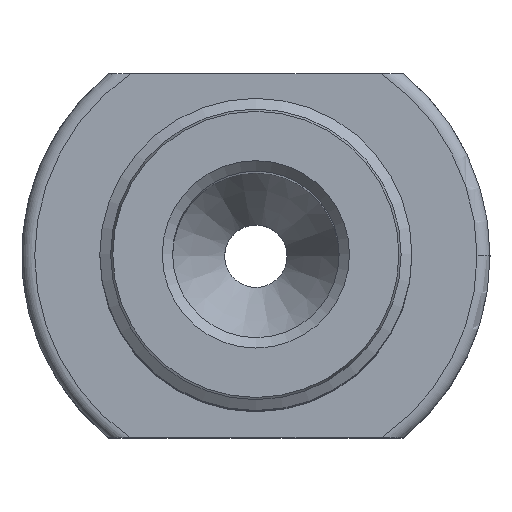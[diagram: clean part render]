
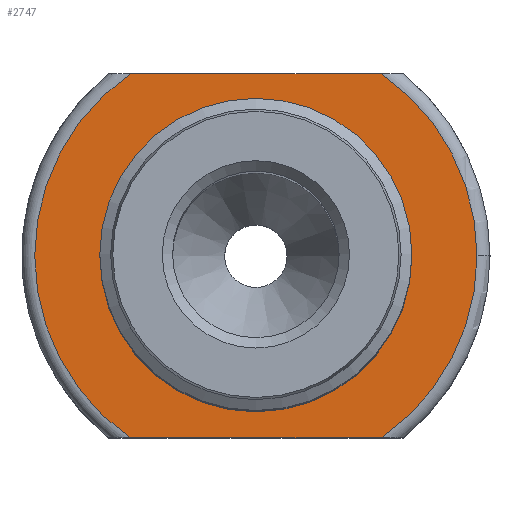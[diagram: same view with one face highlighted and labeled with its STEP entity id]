
A CAD part, top view. The second image highlights one B-rep face of the part: STEP entity #2747.
In plain terms, the highlighted face is planar.
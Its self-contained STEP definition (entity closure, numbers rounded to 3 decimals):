
#889 = PLANE('',#890);
#890 = AXIS2_PLACEMENT_3D('',#891,#892,#893);
#891 = CARTESIAN_POINT('',(6.,22.,-3.5));
#892 = DIRECTION('',(-0.,0.,-1.));
#893 = DIRECTION('',(-1.,0.,0.));
#1026 = PLANE('',#1027);
#1027 = AXIS2_PLACEMENT_3D('',#1028,#1029,#1030);
#1028 = CARTESIAN_POINT('',(-6.,22.,3.5));
#1029 = DIRECTION('',(0.,0.,1.));
#1030 = DIRECTION('',(1.,0.,0.));
#1183 = TOROIDAL_SURFACE('',#1184,4.25,0.25);
#1184 = AXIS2_PLACEMENT_3D('',#1185,#1186,#1187);
#1185 = CARTESIAN_POINT('',(0.,5.75,0.));
#1186 = DIRECTION('',(0.,1.,0.));
#1187 = DIRECTION('',(1.,0.,0.));
#1200 = VERTEX_POINT('',#1201);
#1201 = CARTESIAN_POINT('',(2.411,6.,3.5));
#1516 = EDGE_CURVE('',#1200,#1517,#1519,.T.);
#1517 = VERTEX_POINT('',#1518);
#1518 = CARTESIAN_POINT('',(-2.411,6.,3.5));
#1519 = SURFACE_CURVE('',#1520,(#1524,#1530),.PCURVE_S1.);
#1520 = LINE('',#1521,#1522);
#1521 = CARTESIAN_POINT('',(-3.,6.,3.5));
#1522 = VECTOR('',#1523,1.);
#1523 = DIRECTION('',(-1.,0.,0.));
#1524 = PCURVE('',#1026,#1525);
#1525 = DEFINITIONAL_REPRESENTATION('',(#1526),#1529);
#1526 = B_SPLINE_CURVE_WITH_KNOTS('',1,(#1527,#1528),.UNSPECIFIED.,.F.,
  .F.,(2,2),(-8.4,2.4),.PIECEWISE_BEZIER_KNOTS.);
#1527 = CARTESIAN_POINT('',(11.4,-16.));
#1528 = CARTESIAN_POINT('',(0.6,-16.));
#1529 = ( GEOMETRIC_REPRESENTATION_CONTEXT(2) 
PARAMETRIC_REPRESENTATION_CONTEXT() REPRESENTATION_CONTEXT('2D SPACE',''
  ) );
#1530 = PCURVE('',#1531,#1536);
#1531 = PLANE('',#1532);
#1532 = AXIS2_PLACEMENT_3D('',#1533,#1534,#1535);
#1533 = CARTESIAN_POINT('',(0.,6.,0.));
#1534 = DIRECTION('',(0.,-1.,0.));
#1535 = DIRECTION('',(1.,0.,0.));
#1536 = DEFINITIONAL_REPRESENTATION('',(#1537),#1540);
#1537 = B_SPLINE_CURVE_WITH_KNOTS('',1,(#1538,#1539),.UNSPECIFIED.,.F.,
  .F.,(2,2),(-8.4,2.4),.PIECEWISE_BEZIER_KNOTS.);
#1538 = CARTESIAN_POINT('',(5.4,3.5));
#1539 = CARTESIAN_POINT('',(-5.4,3.5));
#1540 = ( GEOMETRIC_REPRESENTATION_CONTEXT(2) 
PARAMETRIC_REPRESENTATION_CONTEXT() REPRESENTATION_CONTEXT('2D SPACE',''
  ) );
#1754 = TOROIDAL_SURFACE('',#1755,4.25,0.25);
#1755 = AXIS2_PLACEMENT_3D('',#1756,#1757,#1758);
#1756 = CARTESIAN_POINT('',(0.,5.75,0.));
#1757 = DIRECTION('',(0.,1.,0.));
#1758 = DIRECTION('',(-0.629,0.,0.778)
  );
#1925 = TOROIDAL_SURFACE('',#1926,4.25,0.25);
#1926 = AXIS2_PLACEMENT_3D('',#1927,#1928,#1929);
#1927 = CARTESIAN_POINT('',(0.,5.75,0.));
#1928 = DIRECTION('',(0.,1.,0.));
#1929 = DIRECTION('',(0.629,0.,-0.778
    ));
#1990 = VERTEX_POINT('',#1991);
#1991 = CARTESIAN_POINT('',(-2.411,6.,-3.5));
#2306 = EDGE_CURVE('',#1990,#2307,#2309,.T.);
#2307 = VERTEX_POINT('',#2308);
#2308 = CARTESIAN_POINT('',(2.411,6.,-3.5));
#2309 = SURFACE_CURVE('',#2310,(#2314,#2320),.PCURVE_S1.);
#2310 = LINE('',#2311,#2312);
#2311 = CARTESIAN_POINT('',(3.,6.,-3.5));
#2312 = VECTOR('',#2313,1.);
#2313 = DIRECTION('',(1.,0.,0.));
#2314 = PCURVE('',#889,#2315);
#2315 = DEFINITIONAL_REPRESENTATION('',(#2316),#2319);
#2316 = B_SPLINE_CURVE_WITH_KNOTS('',1,(#2317,#2318),.UNSPECIFIED.,.F.,
  .F.,(2,2),(-8.4,2.4),.PIECEWISE_BEZIER_KNOTS.);
#2317 = CARTESIAN_POINT('',(11.4,-16.));
#2318 = CARTESIAN_POINT('',(0.6,-16.));
#2319 = ( GEOMETRIC_REPRESENTATION_CONTEXT(2) 
PARAMETRIC_REPRESENTATION_CONTEXT() REPRESENTATION_CONTEXT('2D SPACE',''
  ) );
#2320 = PCURVE('',#1531,#2321);
#2321 = DEFINITIONAL_REPRESENTATION('',(#2322),#2325);
#2322 = B_SPLINE_CURVE_WITH_KNOTS('',1,(#2323,#2324),.UNSPECIFIED.,.F.,
  .F.,(2,2),(-8.4,2.4),.PIECEWISE_BEZIER_KNOTS.);
#2323 = CARTESIAN_POINT('',(-5.4,-3.5));
#2324 = CARTESIAN_POINT('',(5.4,-3.5));
#2325 = ( GEOMETRIC_REPRESENTATION_CONTEXT(2) 
PARAMETRIC_REPRESENTATION_CONTEXT() REPRESENTATION_CONTEXT('2D SPACE',''
  ) );
#2703 = VERTEX_POINT('',#2704);
#2704 = CARTESIAN_POINT('',(4.25,6.,0.));
#2726 = EDGE_CURVE('',#2703,#1200,#2727,.T.);
#2727 = SURFACE_CURVE('',#2728,(#2733,#2740),.PCURVE_S1.);
#2728 = CIRCLE('',#2729,4.25);
#2729 = AXIS2_PLACEMENT_3D('',#2730,#2731,#2732);
#2730 = CARTESIAN_POINT('',(0.,6.,0.));
#2731 = DIRECTION('',(0.,-1.,0.));
#2732 = DIRECTION('',(1.,0.,0.));
#2733 = PCURVE('',#1183,#2734);
#2734 = DEFINITIONAL_REPRESENTATION('',(#2735),#2739);
#2735 = LINE('',#2736,#2737);
#2736 = CARTESIAN_POINT('',(-0.,1.571));
#2737 = VECTOR('',#2738,1.);
#2738 = DIRECTION('',(-1.,0.));
#2739 = ( GEOMETRIC_REPRESENTATION_CONTEXT(2) 
PARAMETRIC_REPRESENTATION_CONTEXT() REPRESENTATION_CONTEXT('2D SPACE',''
  ) );
#2740 = PCURVE('',#1531,#2741);
#2741 = DEFINITIONAL_REPRESENTATION('',(#2742),#2746);
#2742 = CIRCLE('',#2743,4.25);
#2743 = AXIS2_PLACEMENT_2D('',#2744,#2745);
#2744 = CARTESIAN_POINT('',(0.,0.));
#2745 = DIRECTION('',(1.,-0.));
#2746 = ( GEOMETRIC_REPRESENTATION_CONTEXT(2) 
PARAMETRIC_REPRESENTATION_CONTEXT() REPRESENTATION_CONTEXT('2D SPACE',''
  ) );
#2747 = ADVANCED_FACE('',(#2748,#2797),#1531,.F.);
#2748 = FACE_BOUND('',#2749,.F.);
#2749 = EDGE_LOOP('',(#2750,#2751,#2773,#2774,#2775));
#2750 = ORIENTED_EDGE('',*,*,#2306,.T.);
#2751 = ORIENTED_EDGE('',*,*,#2752,.T.);
#2752 = EDGE_CURVE('',#2307,#2703,#2753,.T.);
#2753 = SURFACE_CURVE('',#2754,(#2759,#2766),.PCURVE_S1.);
#2754 = CIRCLE('',#2755,4.25);
#2755 = AXIS2_PLACEMENT_3D('',#2756,#2757,#2758);
#2756 = CARTESIAN_POINT('',(0.,6.,0.));
#2757 = DIRECTION('',(0.,-1.,0.));
#2758 = DIRECTION('',(0.629,0.,-0.778
    ));
#2759 = PCURVE('',#1531,#2760);
#2760 = DEFINITIONAL_REPRESENTATION('',(#2761),#2765);
#2761 = CIRCLE('',#2762,4.25);
#2762 = AXIS2_PLACEMENT_2D('',#2763,#2764);
#2763 = CARTESIAN_POINT('',(0.,0.));
#2764 = DIRECTION('',(0.629,-0.778));
#2765 = ( GEOMETRIC_REPRESENTATION_CONTEXT(2) 
PARAMETRIC_REPRESENTATION_CONTEXT() REPRESENTATION_CONTEXT('2D SPACE',''
  ) );
#2766 = PCURVE('',#1925,#2767);
#2767 = DEFINITIONAL_REPRESENTATION('',(#2768),#2772);
#2768 = LINE('',#2769,#2770);
#2769 = CARTESIAN_POINT('',(-0.,1.571));
#2770 = VECTOR('',#2771,1.);
#2771 = DIRECTION('',(-1.,0.));
#2772 = ( GEOMETRIC_REPRESENTATION_CONTEXT(2) 
PARAMETRIC_REPRESENTATION_CONTEXT() REPRESENTATION_CONTEXT('2D SPACE',''
  ) );
#2773 = ORIENTED_EDGE('',*,*,#2726,.T.);
#2774 = ORIENTED_EDGE('',*,*,#1516,.T.);
#2775 = ORIENTED_EDGE('',*,*,#2776,.T.);
#2776 = EDGE_CURVE('',#1517,#1990,#2777,.T.);
#2777 = SURFACE_CURVE('',#2778,(#2783,#2790),.PCURVE_S1.);
#2778 = CIRCLE('',#2779,4.25);
#2779 = AXIS2_PLACEMENT_3D('',#2780,#2781,#2782);
#2780 = CARTESIAN_POINT('',(0.,6.,0.));
#2781 = DIRECTION('',(0.,-1.,0.));
#2782 = DIRECTION('',(-0.629,0.,0.778)
  );
#2783 = PCURVE('',#1531,#2784);
#2784 = DEFINITIONAL_REPRESENTATION('',(#2785),#2789);
#2785 = CIRCLE('',#2786,4.25);
#2786 = AXIS2_PLACEMENT_2D('',#2787,#2788);
#2787 = CARTESIAN_POINT('',(0.,0.));
#2788 = DIRECTION('',(-0.629,0.778));
#2789 = ( GEOMETRIC_REPRESENTATION_CONTEXT(2) 
PARAMETRIC_REPRESENTATION_CONTEXT() REPRESENTATION_CONTEXT('2D SPACE',''
  ) );
#2790 = PCURVE('',#1754,#2791);
#2791 = DEFINITIONAL_REPRESENTATION('',(#2792),#2796);
#2792 = LINE('',#2793,#2794);
#2793 = CARTESIAN_POINT('',(-0.,1.571));
#2794 = VECTOR('',#2795,1.);
#2795 = DIRECTION('',(-1.,0.));
#2796 = ( GEOMETRIC_REPRESENTATION_CONTEXT(2) 
PARAMETRIC_REPRESENTATION_CONTEXT() REPRESENTATION_CONTEXT('2D SPACE',''
  ) );
#2797 = FACE_BOUND('',#2798,.F.);
#2798 = EDGE_LOOP('',(#2799));
#2799 = ORIENTED_EDGE('',*,*,#2800,.F.);
#2800 = EDGE_CURVE('',#2801,#2801,#2803,.T.);
#2801 = VERTEX_POINT('',#2802);
#2802 = CARTESIAN_POINT('',(2.7,6.,0.));
#2803 = SURFACE_CURVE('',#2804,(#2809,#2816),.PCURVE_S1.);
#2804 = CIRCLE('',#2805,2.7);
#2805 = AXIS2_PLACEMENT_3D('',#2806,#2807,#2808);
#2806 = CARTESIAN_POINT('',(0.,6.,0.));
#2807 = DIRECTION('',(0.,-1.,0.));
#2808 = DIRECTION('',(1.,0.,0.));
#2809 = PCURVE('',#1531,#2810);
#2810 = DEFINITIONAL_REPRESENTATION('',(#2811),#2815);
#2811 = CIRCLE('',#2812,2.7);
#2812 = AXIS2_PLACEMENT_2D('',#2813,#2814);
#2813 = CARTESIAN_POINT('',(0.,0.));
#2814 = DIRECTION('',(1.,0.));
#2815 = ( GEOMETRIC_REPRESENTATION_CONTEXT(2) 
PARAMETRIC_REPRESENTATION_CONTEXT() REPRESENTATION_CONTEXT('2D SPACE',''
  ) );
#2816 = PCURVE('',#2817,#2822);
#2817 = TOROIDAL_SURFACE('',#2818,2.7,0.25);
#2818 = AXIS2_PLACEMENT_3D('',#2819,#2820,#2821);
#2819 = CARTESIAN_POINT('',(0.,6.25,0.));
#2820 = DIRECTION('',(0.,-1.,0.));
#2821 = DIRECTION('',(1.,0.,0.));
#2822 = DEFINITIONAL_REPRESENTATION('',(#2823),#2827);
#2823 = LINE('',#2824,#2825);
#2824 = CARTESIAN_POINT('',(0.,1.571));
#2825 = VECTOR('',#2826,1.);
#2826 = DIRECTION('',(1.,0.));
#2827 = ( GEOMETRIC_REPRESENTATION_CONTEXT(2) 
PARAMETRIC_REPRESENTATION_CONTEXT() REPRESENTATION_CONTEXT('2D SPACE',''
  ) );
